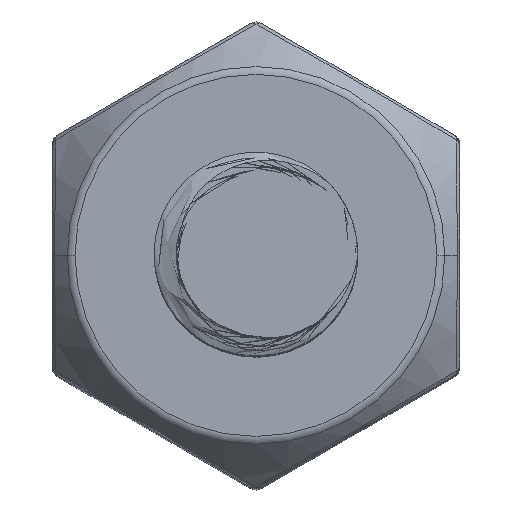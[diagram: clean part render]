
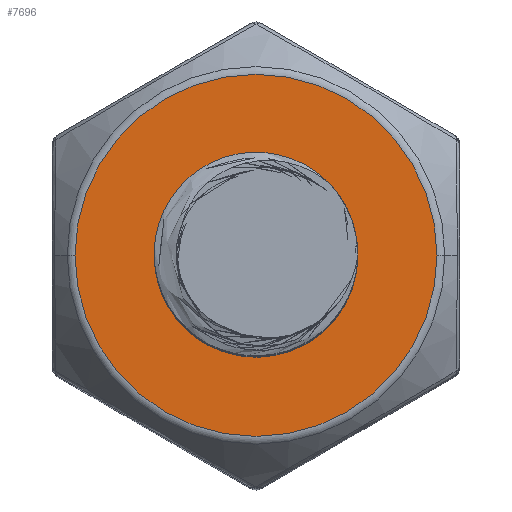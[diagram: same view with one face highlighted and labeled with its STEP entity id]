
A CAD part, top view. The second image highlights one B-rep face of the part: STEP entity #7696.
In plain terms, the highlighted planar face has unit normal (0, 0, 1).
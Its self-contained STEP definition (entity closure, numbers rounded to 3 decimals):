
#281=VERTEX_POINT('NONE',#282);
#282=CARTESIAN_POINT('',(-1.778,0.,7.0));
#289=EDGE_CURVE('NONE',#281,#290,#292,.F.);
#290=VERTEX_POINT('NONE',#291);
#291=CARTESIAN_POINT('',(1.778,0.0,7.0));
#292=CIRCLE('',#293,1.778);
#293=AXIS2_PLACEMENT_3D('',#294,#295,#296);
#294=CARTESIAN_POINT('',(0.0,0.0,7.0));
#295=DIRECTION('',(0.0,0.0,1.0));
#296=DIRECTION('',(1.0,0.0,0.0));
#1842=VERTEX_POINT('NONE',#1843);
#1843=CARTESIAN_POINT('',(-1.0,0.0,7.0));
#1849=EDGE_CURVE('NONE',#1842,#1850,#1852,.T.);
#1850=VERTEX_POINT('NONE',#1851);
#1851=CARTESIAN_POINT('',(1.0,0.0,7.0));
#1852=CIRCLE('',#1853,1.0);
#1853=AXIS2_PLACEMENT_3D('',#1854,#1855,#1856);
#1854=CARTESIAN_POINT('',(0.0,0.0,7.0));
#1855=DIRECTION('',(0.0,0.0,1.0));
#1856=DIRECTION('',(1.0,0.0,0.0));
#7685=EDGE_CURVE('NONE',#1850,#1842,#7686,.T.);
#7686=CIRCLE('',#7687,1.0);
#7687=AXIS2_PLACEMENT_3D('',#7688,#7689,#7690);
#7688=CARTESIAN_POINT('',(0.0,0.0,7.0));
#7689=DIRECTION('',(0.0,0.0,1.0));
#7690=DIRECTION('',(1.0,0.0,0.0));
#7696=ADVANCED_FACE('NONE',(#7697,#7707),#7711,.T.);
#7697=FACE_BOUND('NONE',#7698,.T.);
#7698=EDGE_LOOP('',(#7699,#7700));
#7699=ORIENTED_EDGE('',*,*,#289,.F.);
#7700=ORIENTED_EDGE('',*,*,#7701,.T.);
#7701=EDGE_CURVE('NONE',#281,#290,#7702,.T.);
#7702=CIRCLE('',#7703,1.778);
#7703=AXIS2_PLACEMENT_3D('',#7704,#7705,#7706);
#7704=CARTESIAN_POINT('',(0.0,0.0,7.0));
#7705=DIRECTION('',(0.0,0.0,1.0));
#7706=DIRECTION('',(1.0,0.0,0.0));
#7707=FACE_BOUND('NONE',#7708,.T.);
#7708=EDGE_LOOP('',(#7709,#7710));
#7709=ORIENTED_EDGE('',*,*,#7685,.F.);
#7710=ORIENTED_EDGE('',*,*,#1849,.F.);
#7711=PLANE('',#7712);
#7712=AXIS2_PLACEMENT_3D('',#7713,#7714,#7715);
#7713=CARTESIAN_POINT('',(0.0,0.0,7.0));
#7714=DIRECTION('',(0.0,0.0,1.0));
#7715=DIRECTION('',(1.0,0.0,0.0));
